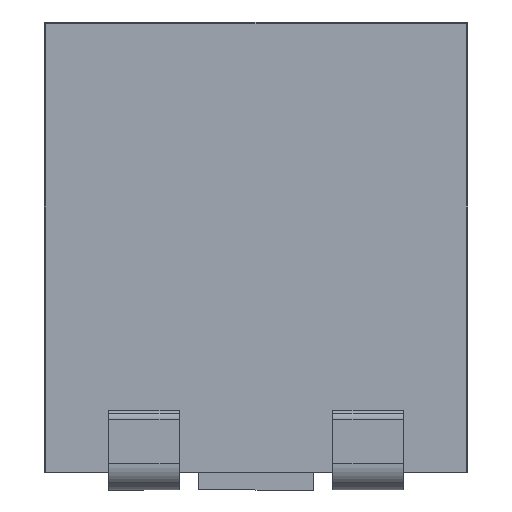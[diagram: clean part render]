
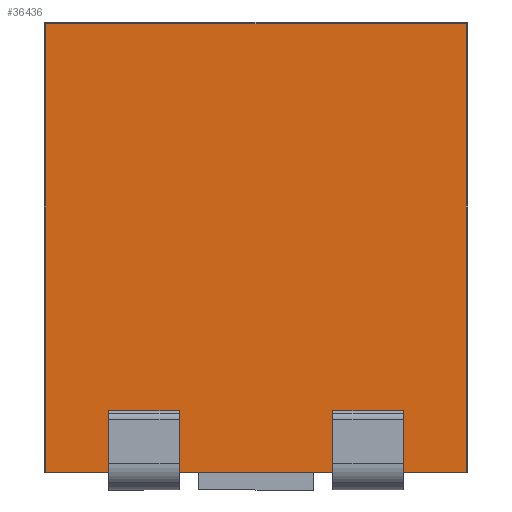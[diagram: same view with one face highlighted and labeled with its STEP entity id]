
A CAD part, front view. The second image highlights one B-rep face of the part: STEP entity #36436.
In plain terms, the highlighted planar face has unit normal (0, -1, 0).
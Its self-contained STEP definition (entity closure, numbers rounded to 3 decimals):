
#18822=CARTESIAN_POINT('',(-2.38,-1.75,0.2));
#18823=VERTEX_POINT('',#18822);
#18831=CARTESIAN_POINT('',(-2.38,-1.75,5.28));
#18832=VERTEX_POINT('',#18831);
#18833=CARTESIAN_POINT('',(-2.38,-1.75,0.2));
#18834=DIRECTION('',(0.0,0.0,1.0));
#18835=VECTOR('',#18834,5.08);
#18836=LINE('',#18833,#18835);
#18837=EDGE_CURVE('',#18823,#18832,#18836,.T.);
#36189=CARTESIAN_POINT('',(2.38,-1.75,5.28));
#36190=VERTEX_POINT('',#36189);
#36318=CARTESIAN_POINT('',(2.38,-1.75,0.2));
#36319=VERTEX_POINT('',#36318);
#36320=CARTESIAN_POINT('',(2.38,-1.75,5.28));
#36321=DIRECTION('',(0.0,0.0,-1.0));
#36322=VECTOR('',#36321,5.08);
#36323=LINE('',#36320,#36322);
#36324=EDGE_CURVE('',#36190,#36319,#36323,.T.);
#36343=CARTESIAN_POINT('',(-2.38,-1.75,5.28));
#36344=DIRECTION('',(1.0,0.0,0.0));
#36345=VECTOR('',#36344,4.76);
#36346=LINE('',#36343,#36345);
#36347=EDGE_CURVE('',#18832,#36190,#36346,.T.);
#36420=CARTESIAN_POINT('',(2.4,-1.75,0.2));
#36421=DIRECTION('',(0.0,-1.0,0.0));
#36422=DIRECTION('',(0.0,0.0,1.0));
#36423=AXIS2_PLACEMENT_3D('',#36420,#36421,#36422);
#36424=PLANE('',#36423);
#36425=ORIENTED_EDGE('',*,*,#36324,.F.);
#36426=ORIENTED_EDGE('',*,*,#36347,.F.);
#36427=ORIENTED_EDGE('',*,*,#18837,.F.);
#36428=CARTESIAN_POINT('',(-2.38,-1.75,0.2));
#36429=DIRECTION('',(1.0,0.0,0.0));
#36430=VECTOR('',#36429,4.76);
#36431=LINE('',#36428,#36430);
#36432=EDGE_CURVE('',#18823,#36319,#36431,.T.);
#36433=ORIENTED_EDGE('',*,*,#36432,.T.);
#36434=EDGE_LOOP('',(#36425,#36426,#36427,#36433));
#36435=FACE_OUTER_BOUND('',#36434,.T.);
#36436=ADVANCED_FACE('',(#36435),#36424,.T.);
